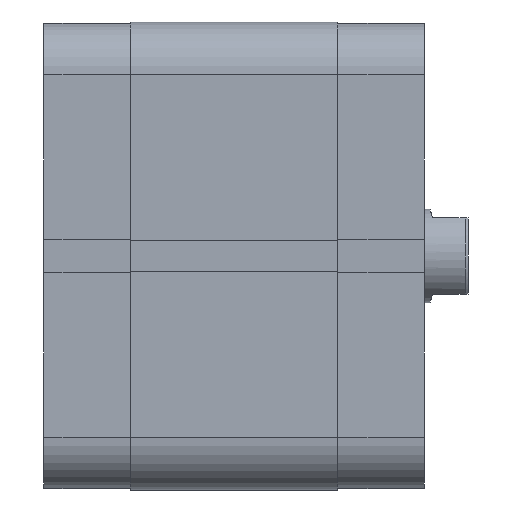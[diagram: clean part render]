
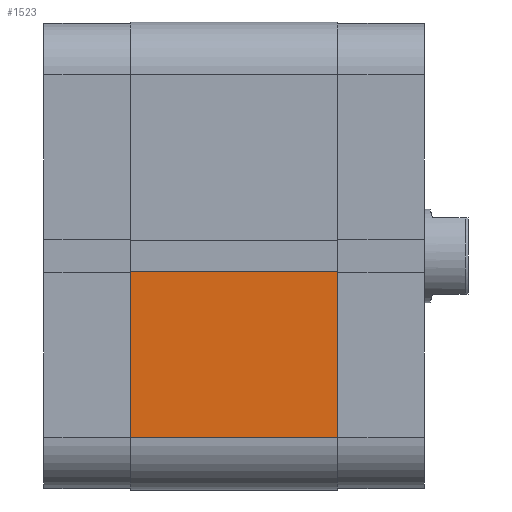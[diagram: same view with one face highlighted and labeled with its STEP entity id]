
A CAD part, front view. The second image highlights one B-rep face of the part: STEP entity #1523.
In plain terms, the highlighted planar face has unit normal (0, -1, 0).
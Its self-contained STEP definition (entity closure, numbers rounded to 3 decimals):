
#240 = VERTEX_POINT ( 'NONE', #2343 ) ;
#241 = VERTEX_POINT ( 'NONE', #2344 ) ;
#242 = VERTEX_POINT ( 'NONE', #2345 ) ;
#243 = VERTEX_POINT ( 'NONE', #2346 ) ;
#846 = ORIENTED_EDGE ( 'NONE', *, *, #1743, .T. ) ;
#847 = ORIENTED_EDGE ( 'NONE', *, *, #1636, .F. ) ;
#848 = ORIENTED_EDGE ( 'NONE', *, *, #1736, .F. ) ;
#849 = ORIENTED_EDGE ( 'NONE', *, *, #1737, .T. ) ;
#1411 = EDGE_LOOP ( 'NONE', ( #849, #848, #847, #846 ) ) ;
#1523 = ADVANCED_FACE ( 'NONE', ( #3640 ), #3506, .F. ) ;
#1636 = EDGE_CURVE ( 'NONE', #242, #240, #3811, .T. ) ;
#1736 = EDGE_CURVE ( 'NONE', #240, #241, #3978, .T. ) ;
#1737 = EDGE_CURVE ( 'NONE', #243, #241, #3980, .T. ) ;
#1743 = EDGE_CURVE ( 'NONE', #242, #243, #3987, .T. ) ;
#2148 = AXIS2_PLACEMENT_3D ( 'NONE', #3505, #3508, #3509 ) ;
#2343 = CARTESIAN_POINT ( 'NONE',  ( -2.6, -40., 35.5 ) ) ;
#2344 = CARTESIAN_POINT ( 'NONE',  ( -2.6, -40., 0. ) ) ;
#2345 = CARTESIAN_POINT ( 'NONE',  ( -31., -40., 35.5 ) ) ;
#2346 = CARTESIAN_POINT ( 'NONE',  ( -31., -40., 0. ) ) ;
#3505 = CARTESIAN_POINT ( 'NONE',  ( 0., -40., 35.5 ) ) ;
#3506 = PLANE ( 'NONE',  #2148 ) ;
#3508 = DIRECTION ( 'NONE',  ( 0., 1., 0. ) ) ;
#3509 = DIRECTION ( 'NONE',  ( 0., 0., 1. ) ) ;
#3640 = FACE_OUTER_BOUND ( 'NONE', #1411, .T. ) ;
#3811 = LINE ( 'NONE', #4545, #3819 ) ;
#3819 = VECTOR ( 'NONE', #4552, 1000. ) ;
#3978 = LINE ( 'NONE', #4793, #3979 ) ;
#3979 = VECTOR ( 'NONE', #4794, 1000. ) ;
#3980 = LINE ( 'NONE', #4796, #3981 ) ;
#3981 = VECTOR ( 'NONE', #4797, 1000. ) ;
#3987 = LINE ( 'NONE', #4809, #3988 ) ;
#3988 = VECTOR ( 'NONE', #4810, 1000. ) ;
#4545 = CARTESIAN_POINT ( 'NONE',  ( 0., -40., 35.5 ) ) ;
#4552 = DIRECTION ( 'NONE',  ( 1., 0., 0. ) ) ;
#4793 = CARTESIAN_POINT ( 'NONE',  ( -2.6, -40., 35.5 ) ) ;
#4794 = DIRECTION ( 'NONE',  ( 0., 0., -1. ) ) ;
#4796 = CARTESIAN_POINT ( 'NONE',  ( 0., -40., 0. ) ) ;
#4797 = DIRECTION ( 'NONE',  ( 1., 0., 0. ) ) ;
#4809 = CARTESIAN_POINT ( 'NONE',  ( -31., -40., 35.5 ) ) ;
#4810 = DIRECTION ( 'NONE',  ( 0., 0., -1. ) ) ;
